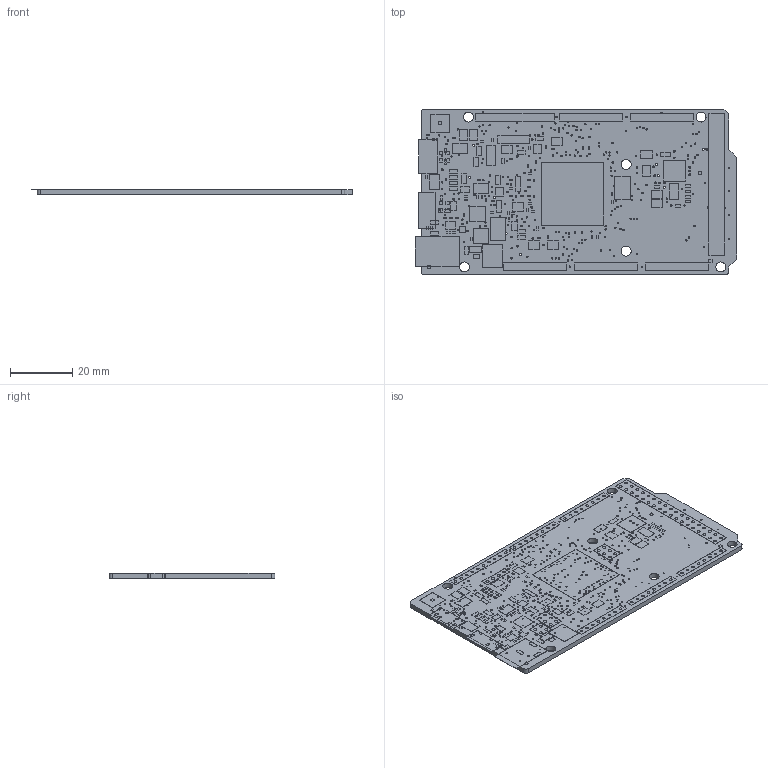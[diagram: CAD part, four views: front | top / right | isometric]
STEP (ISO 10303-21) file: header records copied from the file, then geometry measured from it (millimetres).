
FILE_DESCRIPTION(/* description */ (''),/* implementation_level */ '2;1');
FILE_NAME(/* name */ 'd5a92d32-948c-4252-93ec-08e89ec11da6.stp',/* time_stamp */ '2020-11-12T20:13:20+00:00',/* author */ (''),/* organization */ (''),/* preprocessor_version */ 'ST-DEVELOPER v18.1',/* originating_system */ 'Autodesk Translation Framework v9.3.0.1241',/* authorisation */ '');
FILE_SCHEMA (('AUTOMOTIVE_DESIGN { 1 0 10303 214 3 1 1 }'));
Length unit declared in the file: millimetre
Products named in the file (42): d5a92d32-948c-4252-93ec-08e89ec11da6; PCB Component; Board; ICSP; FH254-108DF08500V; FH254-110DF08500V; 47uF; Yellow; POWER-SUPPLY; FIDUCIALMOUNT; MF-MSMF050-2 500mA; PMV48XP; 100nF; 1K5; TS42; 18x2F-H8.5; LMV358IDGKR; 32,768Khz_SMD; NX1117CE33Z; BRNCG0603MLC-05E; 56k; 16Mhz-KX-7; MH2029-300Y; NM; 100k; 22uF; ATSAM3X8EA-AU; 157SW; BC847B; MCR-AB1-S-RA-SMT-TR; ATMEGA16U2-MU; 2x2M - NM; CD1206-S01575; 74LVC1G125DCKR; SS1P3L; MSS1P3L-M3/89A; PINHEAD-2x5-P1.27; 100nF_1; MPM3610; MCR-B-S-RA-SMT-CS1TR ...
Assembly tree (141 placements, depth 3):
  d5a92d32-948c-4252-93ec-08e89ec11da6
    PCB Component
      Board
      ICSP  x2
      FH254-108DF08500V  x5
      FH254-110DF08500V
      47uF
      Yellow  x6
      POWER-SUPPLY
      FIDUCIALMOUNT  x4
      MF-MSMF050-2 500mA  x2
      PMV48XP  x3
      100nF  x32
      1K5  x5
      TS42
      18x2F-H8.5
      LMV358IDGKR
      32,768Khz_SMD
      NX1117CE33Z
      BRNCG0603MLC-05E  x5
      56k  x6
      16Mhz-KX-7  x2
      MH2029-300Y  x5
      NM
      100k  x19
      22uF  x10
      ATSAM3X8EA-AU
      157SW
      BC847B
      MCR-AB1-S-RA-SMT-TR
      ATMEGA16U2-MU
      2x2M - NM
      CD1206-S01575
      74LVC1G125DCKR
      SS1P3L
      MSS1P3L-M3/89A
      PINHEAD-2x5-P1.27
      100nF_1  x2
      MPM3610
      MCR-B-S-RA-SMT-CS1TR
      PH1X4-THT
      DNP  x8
Bounding box: 103.4 x 53.34 x 1.77 mm (x, y, z)
Volume: 8828.9 mm3; surface area: 16355.4 mm2
Topology: 140 solids, 140 shells, 1400 faces, 3360 edges, 2240 vertices
Faces by surface type: plane 847, cylinder 553
Full cylindrical faces by diameter (mm): 0.406 x332, 0.6 x10, 0.61 x50, 0.85 x50, 0.95 x40, 1 x4, 1.016 x12, 3.2 x6
Entity records: 30465 total; most frequent: DIRECTION 5232, CARTESIAN_POINT 4583, ORIENTED_EDGE 4320, EDGE_CURVE 2160, AXIS2_PLACEMENT_3D 2089, EDGE_LOOP 1830, VERTEX_POINT 1440, CIRCLE 1106
